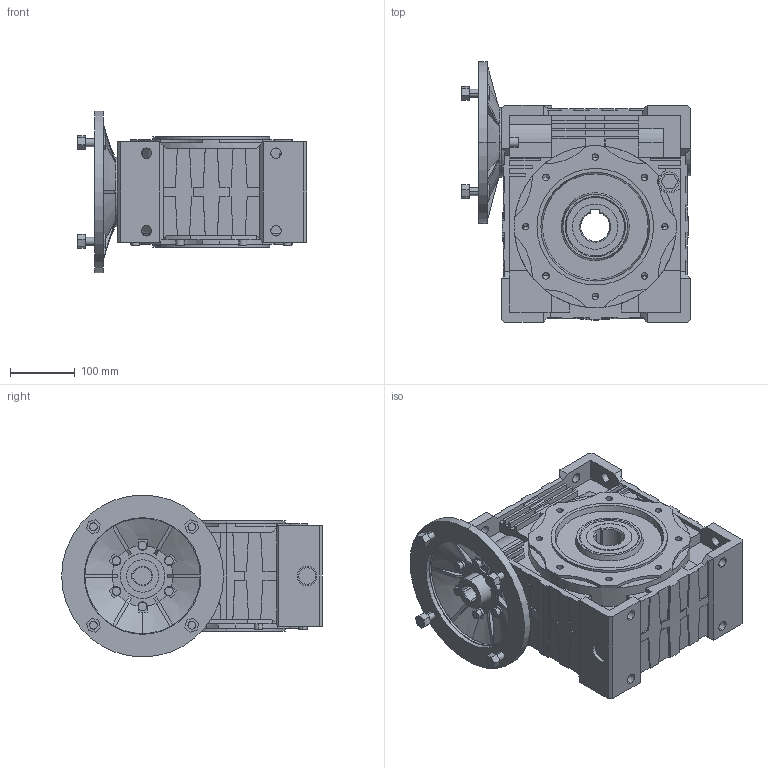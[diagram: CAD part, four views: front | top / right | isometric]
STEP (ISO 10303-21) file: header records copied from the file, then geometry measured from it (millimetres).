
FILE_DESCRIPTION (( 'STEP AP214' ), '1' );
FILE_NAME ('PMRV130_100_112_B5.STEP', '2018-05-30T06:28:42', ( 'admin' ), ( '' ), 'SwSTEP 2.0', 'SolidWorks 2018', '' );
FILE_SCHEMA (( 'AUTOMOTIVE_DESIGN' ));
Length unit declared in the file: millimetre
Products named in the file (1): PMRV130_100_112_B5
Bounding box: 354.5 x 402.5 x 250 mm (x, y, z)
Volume: 13617830.5 mm3; surface area: 818521.5 mm2
Topology: 4 solids, 4 shells, 928 faces, 2473 edges, 1596 vertices
Faces by surface type: plane 597, cylinder 258, cone 66, torus 7
Entity records: 29045 total; most frequent: CARTESIAN_POINT 5673, ORIENTED_EDGE 4882, DIRECTION 4818, EDGE_CURVE 2441, LINE 1676, VECTOR 1676, VERTEX_POINT 1596, AXIS2_PLACEMENT_3D 1571
